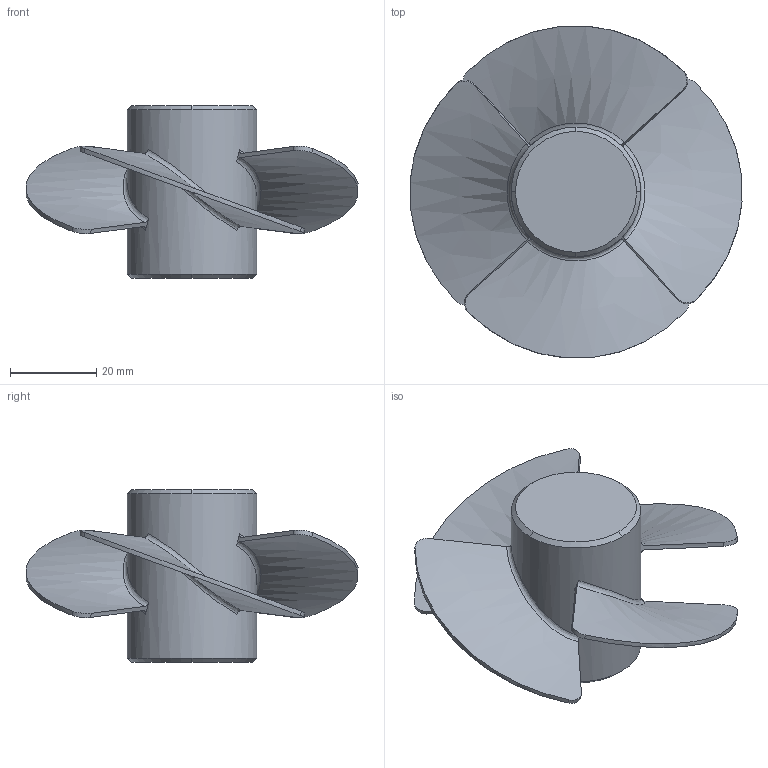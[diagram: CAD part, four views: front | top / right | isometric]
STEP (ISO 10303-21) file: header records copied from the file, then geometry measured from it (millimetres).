
FILE_DESCRIPTION(('FreeCAD Model'),'2;1');
FILE_NAME('Open CASCADE Shape Model','2022-09-24T10:21:56',(''),(''), 'Open CASCADE STEP processor 7.6','FreeCAD','Unknown');
FILE_SCHEMA(('AUTOMOTIVE_DESIGN { 1 0 10303 214 1 1 1 1 }'));
Length unit declared in the file: millimetre
Products named in the file (1): Fusion
Bounding box: 76.86 x 76.86 x 40 mm (x, y, z)
Volume: 32519.2 mm3; surface area: 13874 mm2
Topology: 1 solids, 1 shells, 47 faces, 140 edges, 98 vertices
Faces by surface type: bspline 32, cone 8, offset 4, plane 2, cylinder 1
Full cylindrical faces by diameter (mm): 30 x1
Entity records: 12690 total; most frequent: CARTESIAN_POINT 10506, ORIENTED_EDGE 280, PCURVE 280, DEFINITIONAL_REPRESENTATION 280, B_SPLINE_CURVE_WITH_KNOTS 252, DIRECTION 194, EDGE_CURVE 140, SURFACE_CURVE 138
